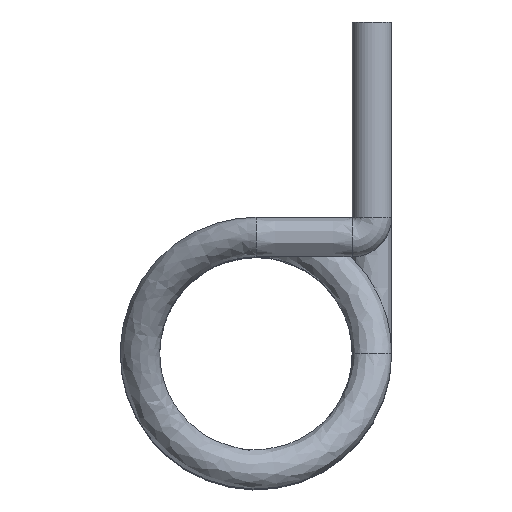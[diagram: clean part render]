
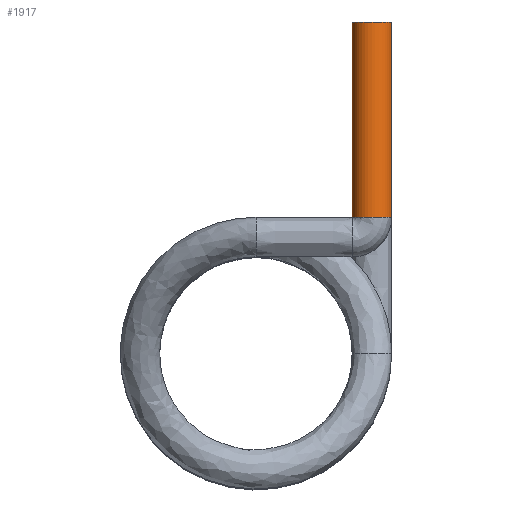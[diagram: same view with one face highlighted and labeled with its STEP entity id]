
A CAD part, top view. The second image highlights one B-rep face of the part: STEP entity #1917.
In plain terms, the highlighted cylindrical face has radius 0.65 mm (diameter 1.3 mm), a full revolution.
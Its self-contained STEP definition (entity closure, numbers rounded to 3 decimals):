
#763 = SURFACE_OF_REVOLUTION('',#764,#769);
#764 = CIRCLE('',#765,0.65);
#765 = AXIS2_PLACEMENT_3D('',#766,#767,#768);
#766 = CARTESIAN_POINT('',(3.8,4.45,25.4));
#767 = DIRECTION('',(0.,-1.,0.));
#768 = DIRECTION('',(1.,0.,0.));
#769 = AXIS1_PLACEMENT('',#770,#771);
#770 = CARTESIAN_POINT('',(3.15,4.45,25.4));
#771 = DIRECTION('',(0.,0.,1.));
#1420 = VERTEX_POINT('',#1421);
#1421 = CARTESIAN_POINT('',(4.45,4.45,25.4));
#1443 = EDGE_CURVE('',#1420,#1420,#1444,.T.);
#1444 = SURFACE_CURVE('',#1445,(#1450,#1457),.PCURVE_S1.);
#1445 = CIRCLE('',#1446,0.65);
#1446 = AXIS2_PLACEMENT_3D('',#1447,#1448,#1449);
#1447 = CARTESIAN_POINT('',(3.8,4.45,25.4));
#1448 = DIRECTION('',(0.,-1.,0.));
#1449 = DIRECTION('',(1.,0.,0.));
#1450 = PCURVE('',#763,#1451);
#1451 = DEFINITIONAL_REPRESENTATION('',(#1452),#1456);
#1452 = LINE('',#1453,#1454);
#1453 = CARTESIAN_POINT('',(6.283,0.));
#1454 = VECTOR('',#1455,1.);
#1455 = DIRECTION('',(0.,1.));
#1456 = ( GEOMETRIC_REPRESENTATION_CONTEXT(2) 
PARAMETRIC_REPRESENTATION_CONTEXT() REPRESENTATION_CONTEXT('2D SPACE',''
  ) );
#1457 = PCURVE('',#1458,#1463);
#1458 = CYLINDRICAL_SURFACE('',#1459,0.65);
#1459 = AXIS2_PLACEMENT_3D('',#1460,#1461,#1462);
#1460 = CARTESIAN_POINT('',(3.8,4.45,25.4));
#1461 = DIRECTION('',(0.,-1.,0.));
#1462 = DIRECTION('',(1.,0.,0.));
#1463 = DEFINITIONAL_REPRESENTATION('',(#1464),#1468);
#1464 = LINE('',#1465,#1466);
#1465 = CARTESIAN_POINT('',(0.,0.));
#1466 = VECTOR('',#1467,1.);
#1467 = DIRECTION('',(1.,0.));
#1468 = ( GEOMETRIC_REPRESENTATION_CONTEXT(2) 
PARAMETRIC_REPRESENTATION_CONTEXT() REPRESENTATION_CONTEXT('2D SPACE',''
  ) );
#1917 = ADVANCED_FACE('',(#1918),#1458,.T.);
#1918 = FACE_BOUND('',#1919,.T.);
#1919 = EDGE_LOOP('',(#1920,#1943,#1970,#1971));
#1920 = ORIENTED_EDGE('',*,*,#1921,.T.);
#1921 = EDGE_CURVE('',#1420,#1922,#1924,.T.);
#1922 = VERTEX_POINT('',#1923);
#1923 = CARTESIAN_POINT('',(4.45,10.85,25.4));
#1924 = SEAM_CURVE('',#1925,(#1929,#1936),.PCURVE_S1.);
#1925 = LINE('',#1926,#1927);
#1926 = CARTESIAN_POINT('',(4.45,4.45,25.4));
#1927 = VECTOR('',#1928,1.);
#1928 = DIRECTION('',(0.,1.,0.));
#1929 = PCURVE('',#1458,#1930);
#1930 = DEFINITIONAL_REPRESENTATION('',(#1931),#1935);
#1931 = LINE('',#1932,#1933);
#1932 = CARTESIAN_POINT('',(0.,0.));
#1933 = VECTOR('',#1934,1.);
#1934 = DIRECTION('',(0.,-1.));
#1935 = ( GEOMETRIC_REPRESENTATION_CONTEXT(2) 
PARAMETRIC_REPRESENTATION_CONTEXT() REPRESENTATION_CONTEXT('2D SPACE',''
  ) );
#1936 = PCURVE('',#1458,#1937);
#1937 = DEFINITIONAL_REPRESENTATION('',(#1938),#1942);
#1938 = LINE('',#1939,#1940);
#1939 = CARTESIAN_POINT('',(6.283,0.));
#1940 = VECTOR('',#1941,1.);
#1941 = DIRECTION('',(0.,-1.));
#1942 = ( GEOMETRIC_REPRESENTATION_CONTEXT(2) 
PARAMETRIC_REPRESENTATION_CONTEXT() REPRESENTATION_CONTEXT('2D SPACE',''
  ) );
#1943 = ORIENTED_EDGE('',*,*,#1944,.T.);
#1944 = EDGE_CURVE('',#1922,#1922,#1945,.T.);
#1945 = SURFACE_CURVE('',#1946,(#1951,#1958),.PCURVE_S1.);
#1946 = CIRCLE('',#1947,0.65);
#1947 = AXIS2_PLACEMENT_3D('',#1948,#1949,#1950);
#1948 = CARTESIAN_POINT('',(3.8,10.85,25.4));
#1949 = DIRECTION('',(0.,-1.,0.));
#1950 = DIRECTION('',(1.,0.,0.));
#1951 = PCURVE('',#1458,#1952);
#1952 = DEFINITIONAL_REPRESENTATION('',(#1953),#1957);
#1953 = LINE('',#1954,#1955);
#1954 = CARTESIAN_POINT('',(0.,-6.4));
#1955 = VECTOR('',#1956,1.);
#1956 = DIRECTION('',(1.,0.));
#1957 = ( GEOMETRIC_REPRESENTATION_CONTEXT(2) 
PARAMETRIC_REPRESENTATION_CONTEXT() REPRESENTATION_CONTEXT('2D SPACE',''
  ) );
#1958 = PCURVE('',#1959,#1964);
#1959 = PLANE('',#1960);
#1960 = AXIS2_PLACEMENT_3D('',#1961,#1962,#1963);
#1961 = CARTESIAN_POINT('',(3.8,10.85,25.4));
#1962 = DIRECTION('',(0.,-1.,0.));
#1963 = DIRECTION('',(-1.,0.,0.));
#1964 = DEFINITIONAL_REPRESENTATION('',(#1965),#1969);
#1965 = CIRCLE('',#1966,0.65);
#1966 = AXIS2_PLACEMENT_2D('',#1967,#1968);
#1967 = CARTESIAN_POINT('',(0.,0.));
#1968 = DIRECTION('',(-1.,0.));
#1969 = ( GEOMETRIC_REPRESENTATION_CONTEXT(2) 
PARAMETRIC_REPRESENTATION_CONTEXT() REPRESENTATION_CONTEXT('2D SPACE',''
  ) );
#1970 = ORIENTED_EDGE('',*,*,#1921,.F.);
#1971 = ORIENTED_EDGE('',*,*,#1443,.F.);
